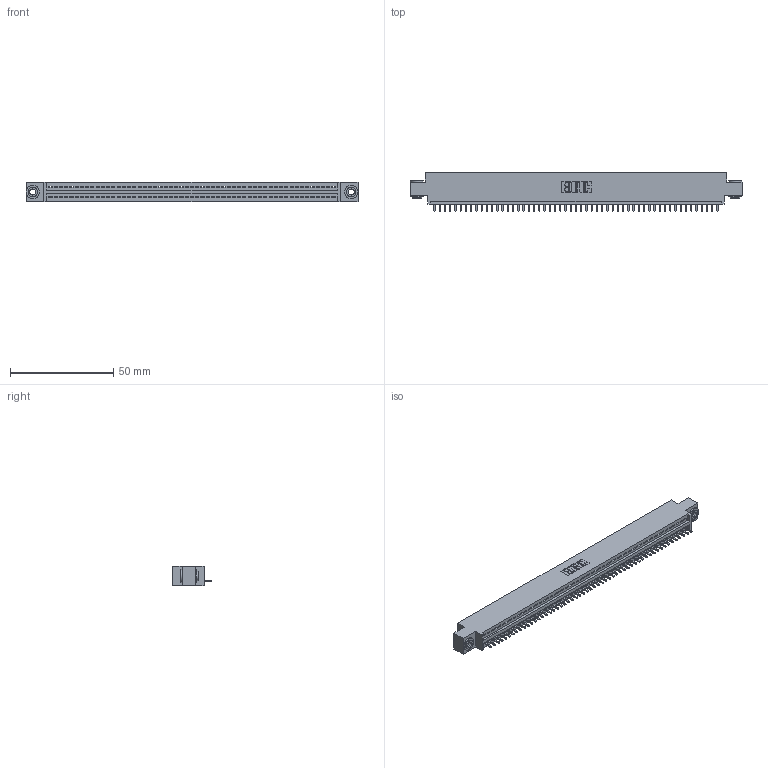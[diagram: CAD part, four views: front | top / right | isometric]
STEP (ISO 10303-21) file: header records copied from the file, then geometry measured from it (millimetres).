
FILE_DESCRIPTION (( 'STEP AP203' ), '1' );
FILE_NAME ('345-055-521-603.STEP', '2018-09-24T03:12:19', ( '' ), ( '' ), 'SwSTEP 2.0', 'SolidWorks 2016', '' );
FILE_SCHEMA (( 'CONFIG_CONTROL_DESIGN' ));
Length unit declared in the file: inch
Products named in the file (4): 345 Part_0.170 Offset - 0.156 Dia-TH; 345-292-001_345-293-121; 345-250-002_345-250-002-102; 345-055-521-603
Assembly tree (58 placements, depth 2):
  345-055-521-603
    345 Part_0.170 Offset - 0.156 Dia-TH
    345-292-001_345-293-121  x55
    345-250-002_345-250-002-102  x2
Bounding box: 160.91 x 18.72 x 9.4 mm (x, y, z)
Volume: 15139.3 mm3; surface area: 20024.5 mm2
Topology: 58 solids, 58 shells, 3358 faces, 10109 edges, 6662 vertices
Faces by surface type: plane 2294, cylinder 1056, cone 8
Entity records: 40444 total; most frequent: CARTESIAN_POINT 6984, ORIENTED_EDGE 6966, DIRECTION 6111, EDGE_CURVE 3483, VECTOR 3107, LINE 3107, VERTEX_POINT 2318, AXIS2_PLACEMENT_3D 1502
